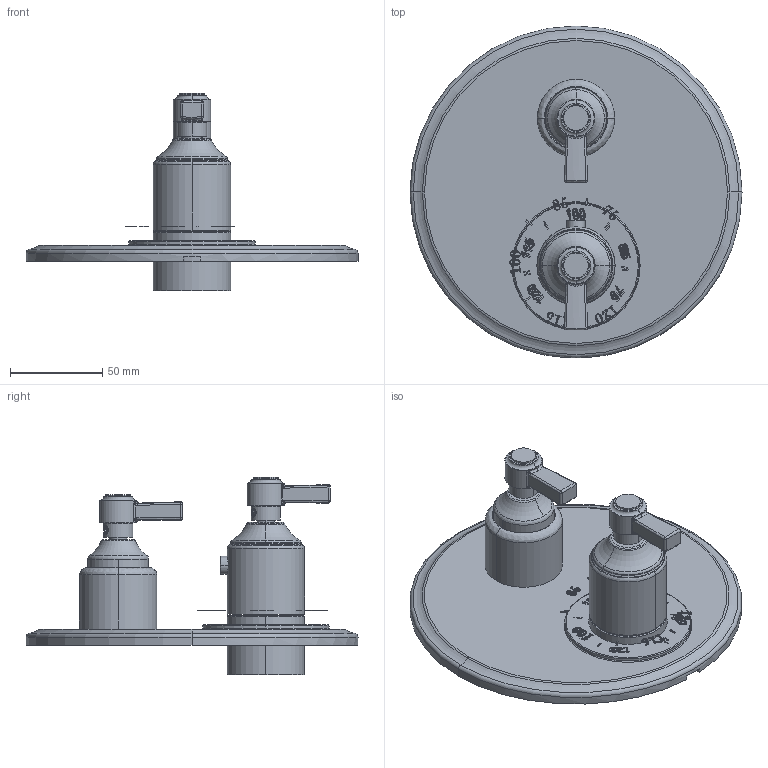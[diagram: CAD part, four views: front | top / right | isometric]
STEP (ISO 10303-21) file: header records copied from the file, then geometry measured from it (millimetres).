
FILE_DESCRIPTION((''),'2;1');
FILE_NAME('3-913TR_ASM','2016-04-01T',('rsmith'),(''),'PRO/ENGINEER BY PARAMETRIC TECHNOLOGY CORPORATION, 2013150','PRO/ENGINEER BY PARAMETRIC TECHNOLOGY CORPORATION, 2013150','');
FILE_SCHEMA(('CONFIG_CONTROL_DESIGN'));
Products named in the file (22): 12346_AF1; H-78_2_FEET_AF3; 91678; 2-994_AF1_ASM; 12358; 91249; 91080; 2-989_ASM; 91308; 12344; 12345_AF3; 12352; 12353; 92849; 92137; 91246; 2-991_ASM; 92113; 11121; 92000; 2-442_ASM; 3-913TR_ASM
Assembly tree (24 placements, depth 3):
  3-913TR_ASM
    2-994_AF1_ASM
      12346_AF1
      H-78_2_FEET_AF3
      91678
    2-989_ASM
      12358
      91249
      91080
    91308
    12344
    12345_AF3
    2-991_ASM
      12352
      12353
      92849
      92137
      91246
    92113  x2
    2-442_ASM  x2
      11121
      92000
Bounding box: 180 x 180 x 107 mm (x, y, z)
Volume: 151595.4 mm3; surface area: 166460.1 mm2
Topology: 22 solids, 676 shells, 2727 faces, 8880 edges, 6920 vertices
Faces by surface type: plane 891, cylinder 596, extrusion 483, bspline 450, cone 149, torus 126, sphere 24, revolution 8
Entity records: 122485 total; most frequent: CARTESIAN_POINT 63235, ORIENTED_EDGE 11663, DIRECTION 8950, EDGE_CURVE 7617, VERTEX_POINT 6128, VECTOR 3798, B_SPLINE_CURVE_WITH_KNOTS 3733, LINE 3315
